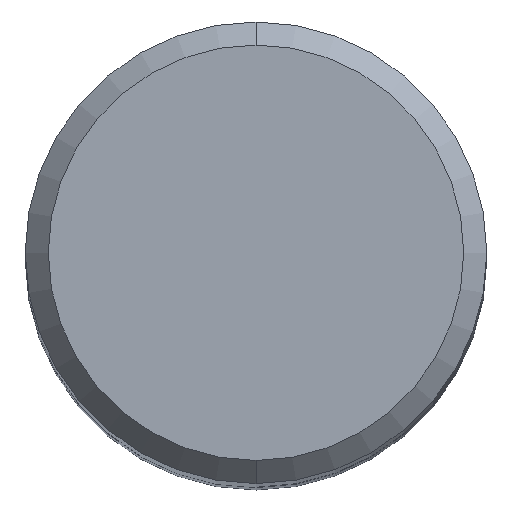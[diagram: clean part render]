
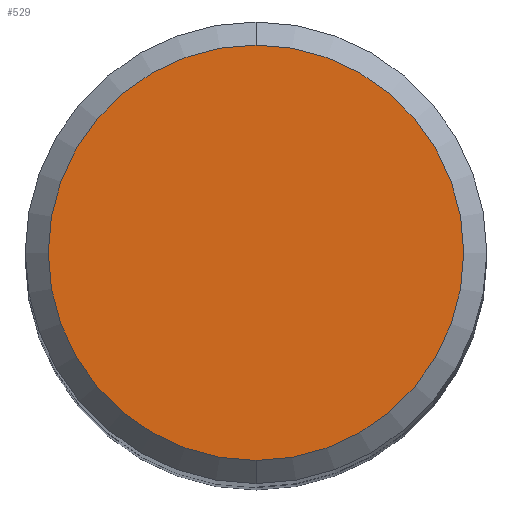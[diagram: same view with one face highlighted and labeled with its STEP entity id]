
A CAD part, top view. The second image highlights one B-rep face of the part: STEP entity #529.
In plain terms, the highlighted planar face has unit normal (0, 0, 1).
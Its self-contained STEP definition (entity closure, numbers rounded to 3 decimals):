
#261=EDGE_CURVE('',#399,#329,#627,.T.);
#329=VERTEX_POINT('',#701);
#361=EDGE_CURVE('',#329,#399,#735,.T.);
#399=VERTEX_POINT('',#779);
#529=ADVANCED_FACE('',(#924),#925,.T.);
#627=CIRCLE('',#1080,4.5);
#701=CARTESIAN_POINT('',(0.,-4.5,0.0));
#735=CIRCLE('',#1358,4.5);
#779=CARTESIAN_POINT('',(0.0,4.5,0.0));
#924=FACE_OUTER_BOUND('',#1676,.T.);
#925=PLANE('',#1677);
#1080=AXIS2_PLACEMENT_3D('',#1764,#1765,#1766);
#1358=AXIS2_PLACEMENT_3D('',#1865,#1866,#1867);
#1676=EDGE_LOOP('',(#2104,#2105));
#1677=AXIS2_PLACEMENT_3D('',#2106,#2107,#2108);
#1764=CARTESIAN_POINT('',(0.0,0.0,0.0));
#1765=DIRECTION('',(0.0,0.0,-1.0));
#1766=DIRECTION('',(0.0,1.0,0.0));
#1865=CARTESIAN_POINT('',(0.0,0.0,0.0));
#1866=DIRECTION('',(0.0,0.0,-1.0));
#1867=DIRECTION('',(0.0,1.0,0.0));
#2104=ORIENTED_EDGE('',*,*,#261,.F.);
#2105=ORIENTED_EDGE('',*,*,#361,.F.);
#2106=CARTESIAN_POINT('',(0.0,2.25,0.0));
#2107=DIRECTION('',(-0.0,0.0,1.0));
#2108=DIRECTION('',(0.0,-1.0,0.0));
